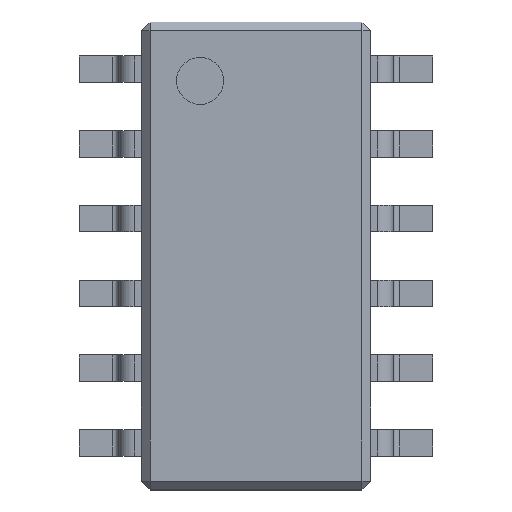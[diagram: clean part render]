
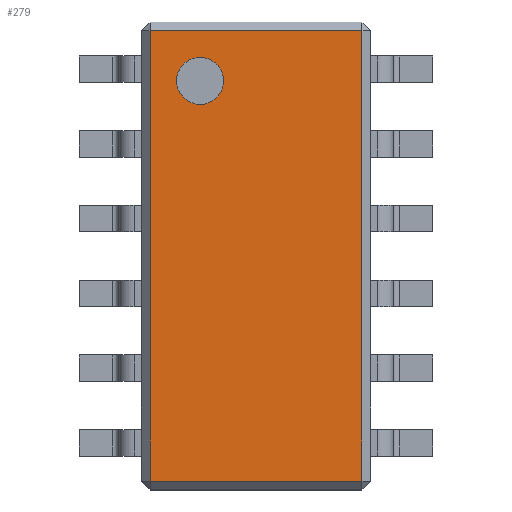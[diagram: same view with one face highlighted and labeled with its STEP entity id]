
A CAD part, top view. The second image highlights one B-rep face of the part: STEP entity #279.
In plain terms, the highlighted planar face has unit normal (0, 0, 1).
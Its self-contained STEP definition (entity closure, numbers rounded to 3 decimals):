
#13=DIRECTION('',(0.,0.,1.));
#14=DIRECTION('',(1.,0.,0.));
#75=VECTOR('',#76,1.);
#76=DIRECTION('',(0.,1.,0.));
#150=VERTEX_POINT('',#151);
#151=CARTESIAN_POINT('',(-1.8,-3.825,1.75));
#159=VERTEX_POINT('',#160);
#160=CARTESIAN_POINT('',(-1.8,3.825,1.75));
#165=ORIENTED_EDGE('',*,*,#166,.F.);
#166=EDGE_CURVE('',#150,#159,#167,.T.);
#167=LINE('',#168,#75);
#168=CARTESIAN_POINT('',(-1.8,-3.975,1.75));
#236=VECTOR('',#14,1.);
#279=ADVANCED_FACE('',(#280,#298),#307,.T.);
#280=FACE_BOUND('',#281,.T.);
#281=EDGE_LOOP('',(#165,#282,#288,#294));
#282=ORIENTED_EDGE('',*,*,#283,.T.);
#283=EDGE_CURVE('',#150,#284,#286,.T.);
#284=VERTEX_POINT('',#285);
#285=CARTESIAN_POINT('',(1.8,-3.825,1.75));
#286=LINE('',#287,#236);
#287=CARTESIAN_POINT('',(-1.95,-3.825,1.75));
#288=ORIENTED_EDGE('',*,*,#289,.T.);
#289=EDGE_CURVE('',#284,#290,#292,.T.);
#290=VERTEX_POINT('',#291);
#291=CARTESIAN_POINT('',(1.8,3.825,1.75));
#292=LINE('',#293,#75);
#293=CARTESIAN_POINT('',(1.8,-3.975,1.75));
#294=ORIENTED_EDGE('',*,*,#295,.F.);
#295=EDGE_CURVE('',#159,#290,#296,.T.);
#296=LINE('',#297,#236);
#297=CARTESIAN_POINT('',(-1.95,3.825,1.75));
#298=FACE_BOUND('',#299,.T.);
#299=EDGE_LOOP('',(#300));
#300=ORIENTED_EDGE('',*,*,#301,.F.);
#301=EDGE_CURVE('',#302,#302,#304,.T.);
#302=VERTEX_POINT('',#303);
#303=CARTESIAN_POINT('',(-0.55,2.975,1.75));
#304=CIRCLE('',#305,0.4);
#305=AXIS2_PLACEMENT_3D('',#306,#13,#14);
#306=CARTESIAN_POINT('',(-0.95,2.975,1.75));
#307=PLANE('',#308);
#308=AXIS2_PLACEMENT_3D('',#309,#13,#14);
#309=CARTESIAN_POINT('',(-1.95,-3.975,1.75));
